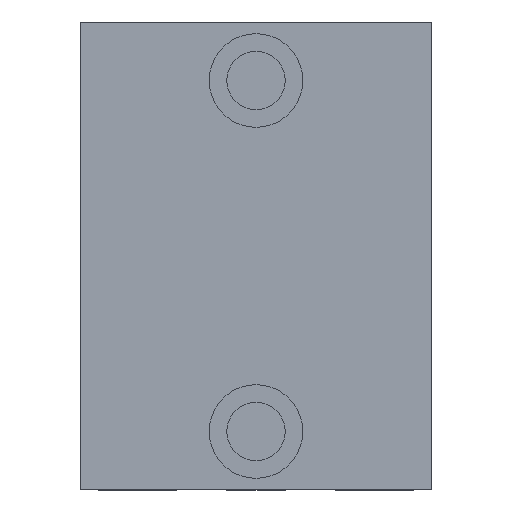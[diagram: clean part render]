
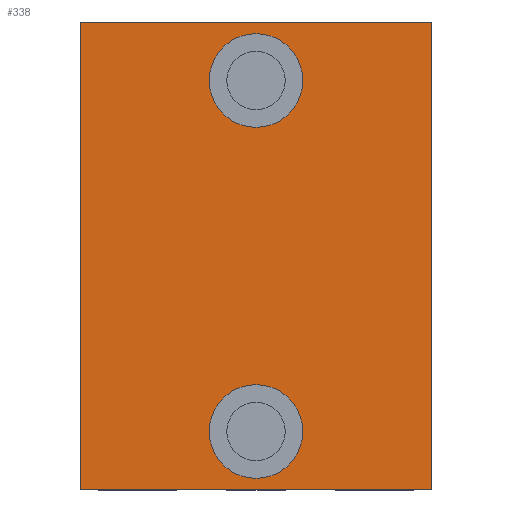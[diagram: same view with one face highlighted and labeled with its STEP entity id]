
A CAD part, left-side view. The second image highlights one B-rep face of the part: STEP entity #338.
In plain terms, the highlighted planar face has unit normal (-1, 0, 0).
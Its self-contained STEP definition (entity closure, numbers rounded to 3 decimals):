
#61 = DIRECTION ( 'NONE',  ( -1., 0., 0. ) ) ;
#113 = AXIS2_PLACEMENT_3D ( 'NONE', #123, #4433, #7335 ) ;
#123 = CARTESIAN_POINT ( 'NONE',  ( -52.52, 5.091, 66.039 ) ) ;
#183 = LINE ( 'NONE', #3829, #8761 ) ;
#338 = ADVANCED_FACE ( 'NONE', ( #2070, #671, #6404 ), #7791, .F. ) ;
#422 = ORIENTED_EDGE ( 'NONE', *, *, #7514, .F. ) ;
#671 = FACE_BOUND ( 'NONE', #3075, .T. ) ;
#959 = DIRECTION ( 'NONE',  ( -1., 0., 0. ) ) ;
#1185 = CIRCLE ( 'NONE', #9260, 4. ) ;
#1252 = DIRECTION ( 'NONE',  ( 1., 0., 0. ) ) ;
#1372 = VERTEX_POINT ( 'NONE', #1805 ) ;
#1502 = EDGE_CURVE ( 'NONE', #3723, #6396, #5923, .T. ) ;
#1542 = VERTEX_POINT ( 'NONE', #8153 ) ;
#1805 = CARTESIAN_POINT ( 'NONE',  ( -52.52, 20.091, 101.039 ) ) ;
#1883 = EDGE_CURVE ( 'NONE', #6396, #3723, #1185, .T. ) ;
#1917 = LINE ( 'NONE', #5464, #4458 ) ;
#1962 = ORIENTED_EDGE ( 'NONE', *, *, #2324, .T. ) ;
#1964 = DIRECTION ( 'NONE',  ( 0., 1., 0. ) ) ;
#1967 = CARTESIAN_POINT ( 'NONE',  ( -52.52, 5.091, 62.039 ) ) ;
#2070 = FACE_OUTER_BOUND ( 'NONE', #9067, .T. ) ;
#2130 = CARTESIAN_POINT ( 'NONE',  ( -52.52, 5.091, 66.039 ) ) ;
#2138 = CARTESIAN_POINT ( 'NONE',  ( -52.52, -9.909, 61.039 ) ) ;
#2324 = EDGE_CURVE ( 'NONE', #9407, #1542, #183, .T. ) ;
#2342 = DIRECTION ( 'NONE',  ( 0., 0., 1. ) ) ;
#2557 = VERTEX_POINT ( 'NONE', #3435 ) ;
#2634 = VECTOR ( 'NONE', #4324, 1000. ) ;
#2710 = CARTESIAN_POINT ( 'NONE',  ( -52.52, 20.091, 61.039 ) ) ;
#2910 = CARTESIAN_POINT ( 'NONE',  ( -52.52, 20.091, 81.039 ) ) ;
#3003 = ORIENTED_EDGE ( 'NONE', *, *, #1502, .F. ) ;
#3075 = EDGE_LOOP ( 'NONE', ( #3003, #9294 ) ) ;
#3257 = CARTESIAN_POINT ( 'NONE',  ( -52.52, 5.091, 100.039 ) ) ;
#3304 = CARTESIAN_POINT ( 'NONE',  ( -52.52, 20.091, 61.039 ) ) ;
#3389 = CARTESIAN_POINT ( 'NONE',  ( -52.52, 5.091, 70.039 ) ) ;
#3435 = CARTESIAN_POINT ( 'NONE',  ( -52.52, 5.091, 92.039 ) ) ;
#3457 = CARTESIAN_POINT ( 'NONE',  ( -52.52, -9.909, 81.039 ) ) ;
#3554 = VERTEX_POINT ( 'NONE', #3304 ) ;
#3582 = CIRCLE ( 'NONE', #8926, 4. ) ;
#3697 = AXIS2_PLACEMENT_3D ( 'NONE', #7160, #959, #6781 ) ;
#3723 = VERTEX_POINT ( 'NONE', #1967 ) ;
#3812 = EDGE_CURVE ( 'NONE', #3554, #1372, #8692, .T. ) ;
#3829 = CARTESIAN_POINT ( 'NONE',  ( -52.52, -9.909, 81.039 ) ) ;
#3959 = LINE ( 'NONE', #2710, #2634 ) ;
#4260 = CARTESIAN_POINT ( 'NONE',  ( -52.52, 5.091, 96.039 ) ) ;
#4324 = DIRECTION ( 'NONE',  ( 0., -1., 0. ) ) ;
#4361 = ORIENTED_EDGE ( 'NONE', *, *, #8186, .T. ) ;
#4363 = AXIS2_PLACEMENT_3D ( 'NONE', #3457, #1252, #7164 ) ;
#4433 = DIRECTION ( 'NONE',  ( -1., 0., 0. ) ) ;
#4458 = VECTOR ( 'NONE', #1964, 1000. ) ;
#4467 = DIRECTION ( 'NONE',  ( 0., 0., 1. ) ) ;
#5464 = CARTESIAN_POINT ( 'NONE',  ( -52.52, -9.909, 101.039 ) ) ;
#5697 = DIRECTION ( 'NONE',  ( 0., 0., -1. ) ) ;
#5923 = CIRCLE ( 'NONE', #113, 4. ) ;
#5950 = ORIENTED_EDGE ( 'NONE', *, *, #8999, .F. ) ;
#6396 = VERTEX_POINT ( 'NONE', #3389 ) ;
#6404 = FACE_BOUND ( 'NONE', #7123, .T. ) ;
#6781 = DIRECTION ( 'NONE',  ( 0., 0., -1. ) ) ;
#7123 = EDGE_LOOP ( 'NONE', ( #5950, #422 ) ) ;
#7160 = CARTESIAN_POINT ( 'NONE',  ( -52.52, 5.091, 96.039 ) ) ;
#7164 = DIRECTION ( 'NONE',  ( 0., 1., 0. ) ) ;
#7335 = DIRECTION ( 'NONE',  ( 0., 0., 1. ) ) ;
#7514 = EDGE_CURVE ( 'NONE', #2557, #7777, #9036, .T. ) ;
#7744 = EDGE_CURVE ( 'NONE', #1542, #1372, #1917, .T. ) ;
#7777 = VERTEX_POINT ( 'NONE', #3257 ) ;
#7791 = PLANE ( 'NONE',  #4363 ) ;
#7872 = ORIENTED_EDGE ( 'NONE', *, *, #3812, .F. ) ;
#8153 = CARTESIAN_POINT ( 'NONE',  ( -52.52, -9.909, 101.039 ) ) ;
#8186 = EDGE_CURVE ( 'NONE', #3554, #9407, #3959, .T. ) ;
#8387 = VECTOR ( 'NONE', #2342, 1000. ) ;
#8665 = ORIENTED_EDGE ( 'NONE', *, *, #7744, .T. ) ;
#8692 = LINE ( 'NONE', #2910, #8387 ) ;
#8761 = VECTOR ( 'NONE', #8890, 1000. ) ;
#8890 = DIRECTION ( 'NONE',  ( 0., 0., 1. ) ) ;
#8926 = AXIS2_PLACEMENT_3D ( 'NONE', #4260, #9183, #5697 ) ;
#8999 = EDGE_CURVE ( 'NONE', #7777, #2557, #3582, .T. ) ;
#9036 = CIRCLE ( 'NONE', #3697, 4. ) ;
#9067 = EDGE_LOOP ( 'NONE', ( #8665, #7872, #4361, #1962 ) ) ;
#9183 = DIRECTION ( 'NONE',  ( -1., 0., 0. ) ) ;
#9260 = AXIS2_PLACEMENT_3D ( 'NONE', #2130, #61, #4467 ) ;
#9294 = ORIENTED_EDGE ( 'NONE', *, *, #1883, .F. ) ;
#9407 = VERTEX_POINT ( 'NONE', #2138 ) ;
